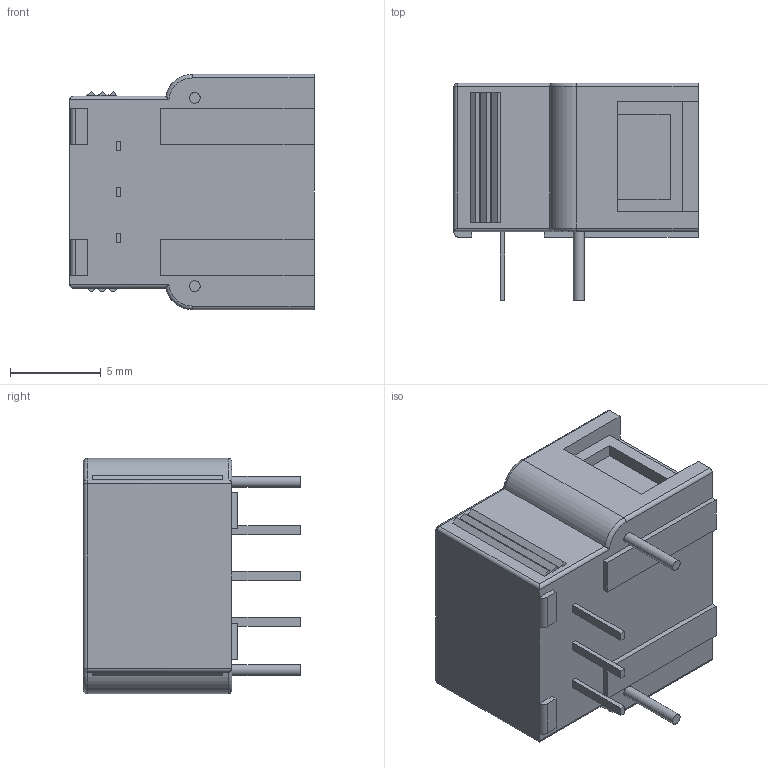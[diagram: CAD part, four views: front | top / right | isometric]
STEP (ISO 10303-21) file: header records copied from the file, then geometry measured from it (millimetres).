
FILE_DESCRIPTION(/* description */ (''),/* implementation_level */ '2;1');
FILE_NAME(/* name */ 'TOTX1350(F).stp',/* time_stamp */ '2019-05-25T13:30:36-04:00',/* author */ ('Peter'),/* organization */ (''),/* preprocessor_version */ 'ST-DEVELOPER v16.13',/* originating_system */ 'Autodesk Inventor 2018',/* authorisation */ '');
FILE_SCHEMA (('AUTOMOTIVE_DESIGN { 1 0 10303 214 3 1 1 }'));
Length unit declared in the file: millimetre
Products named in the file (1): totx1350(F)
Bounding box: 13.5 x 12 x 13 mm (x, y, z)
Volume: 1143.4 mm3; surface area: 982 mm2
Topology: 4 solids, 4 shells, 165 faces, 389 edges, 247 vertices
Faces by surface type: plane 131, cylinder 25, torus 4, cone 3, sphere 2
Full cylindrical faces by diameter (mm): 0.6 x2, 1.3 x2, 2.5 x1
Entity records: 4726 total; most frequent: CARTESIAN_POINT 860, ORIENTED_EDGE 766, DIRECTION 758, EDGE_CURVE 383, LINE 324, VECTOR 324, VERTEX_POINT 247, AXIS2_PLACEMENT_3D 217
